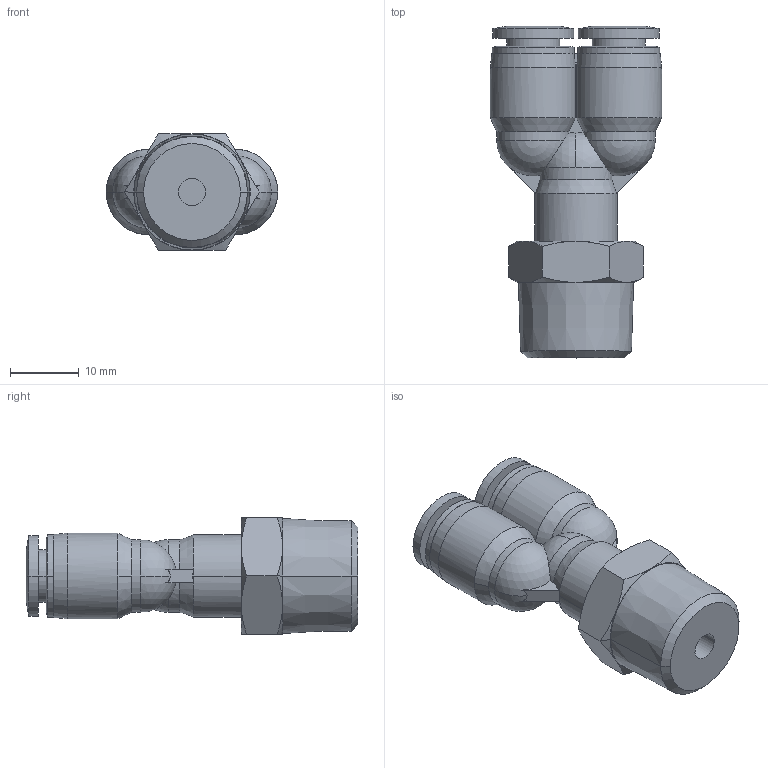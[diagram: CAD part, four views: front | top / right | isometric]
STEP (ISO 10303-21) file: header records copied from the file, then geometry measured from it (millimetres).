
FILE_DESCRIPTION (( 'STEP AP214' ), '1' );
FILE_NAME ('MY6M-38R.step', '2019-07-30T13:20:39', ( '' ), ( '' ), 'SwSTEP 2.0', 'SolidWorks 2018', '' );
FILE_SCHEMA (( 'AUTOMOTIVE_DESIGN' ));
Length unit declared in the file: inch
Products named in the file (1): MY6M-38R
Bounding box: 25 x 48.4 x 17 mm (x, y, z)
Volume: 7853.9 mm3; surface area: 4753.6 mm2
Topology: 1 solids, 1 shells, 106 faces, 254 edges, 153 vertices
Faces by surface type: cone 37, cylinder 32, plane 27, sphere 8, torus 2
Entity records: 3174 total; most frequent: CARTESIAN_POINT 727, DIRECTION 537, ORIENTED_EDGE 484, EDGE_CURVE 242, AXIS2_PLACEMENT_3D 235, VERTEX_POINT 149, CIRCLE 128, EDGE_LOOP 119
